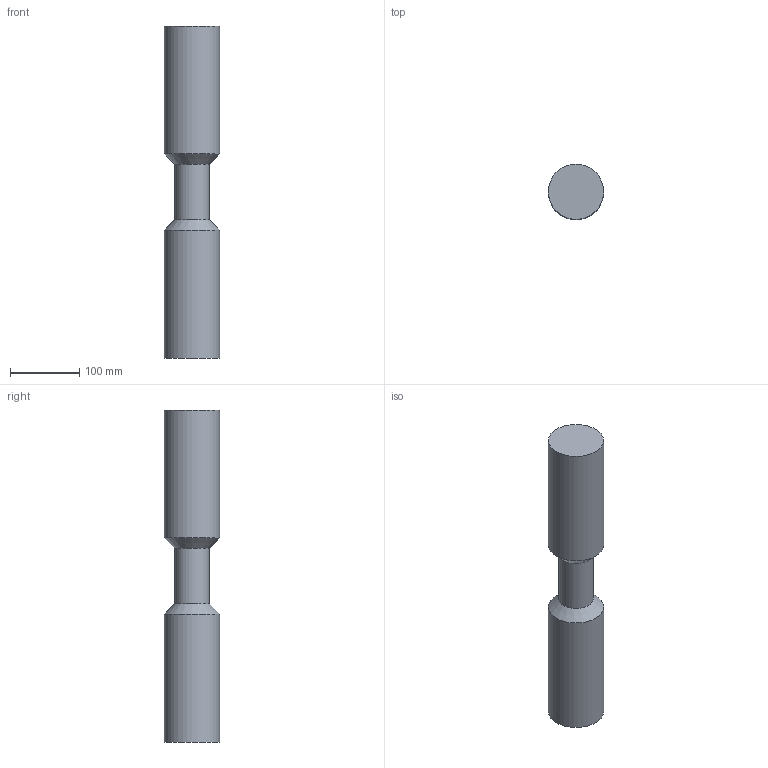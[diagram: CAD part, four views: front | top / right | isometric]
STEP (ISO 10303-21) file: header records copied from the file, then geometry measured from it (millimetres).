
FILE_DESCRIPTION(('FreeCAD Model'),'2;1');
FILE_NAME('Open CASCADE Shape Model','2026-02-15T10:58:38',('Author'),( ''),'Open CASCADE STEP processor 7.8','FreeCAD','Unknown');
FILE_SCHEMA(('AUTOMOTIVE_DESIGN { 1 0 10303 214 1 1 1 1 }'));
Length unit declared in the file: millimetre
Products named in the file (4): Unnamed; Pad; Chamfer001; Chamfer
Assembly tree (3 placements, depth 2):
  Unnamed
    Pad
    Chamfer001
    Chamfer
Bounding box: 80 x 80 x 480 mm (x, y, z)
Volume: 2118218.8 mm3; surface area: 132128.2 mm2
Topology: 3 solids, 3 shells, 11 faces, 13 edges, 8 vertices
Faces by surface type: plane 6, cylinder 3, cone 2
Full cylindrical faces by diameter (mm): 50 x1, 80 x2
Entity records: 311 total; most frequent: DIRECTION 51, CARTESIAN_POINT 36, ORIENTED_EDGE 26, AXIS2_PLACEMENT_3D 23, EDGE_CURVE 13, ADVANCED_FACE 11, FACE_BOUND 11, EDGE_LOOP 11
